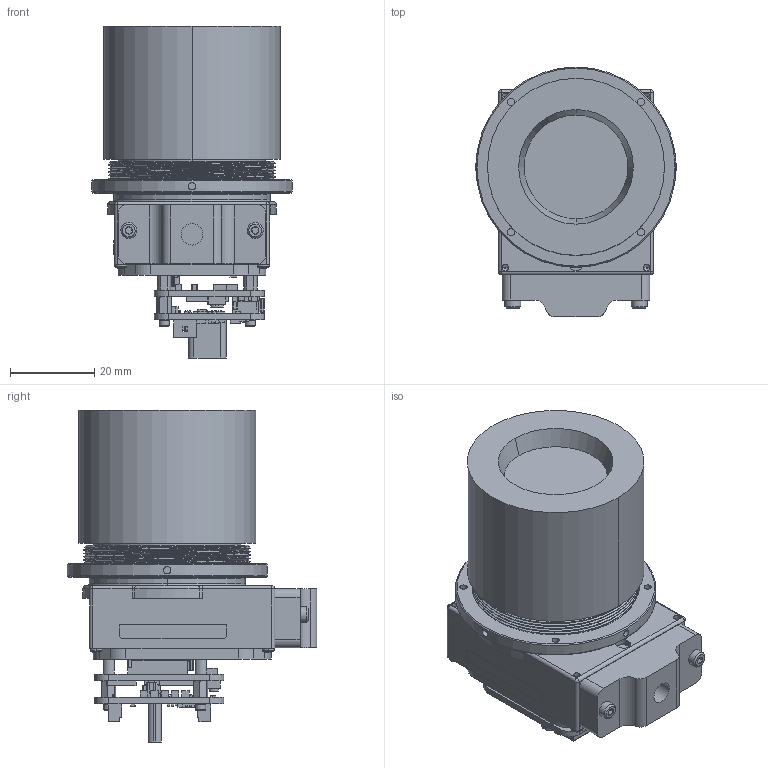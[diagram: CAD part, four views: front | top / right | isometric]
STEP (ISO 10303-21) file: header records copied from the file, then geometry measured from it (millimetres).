
FILE_DESCRIPTION (( 'STEP AP214' ), '1' );
FILE_NAME ('SL-D5-1324-A21.STEP', '2024-06-13T19:23:31', ( '' ), ( '' ), 'SwSTEP 2.0', 'SolidWorks 2023', '' );
FILE_SCHEMA (( 'AUTOMOTIVE_DESIGN' ));
Length unit declared in the file: inch
Products named in the file (1): SL-D5-1324-A21
Bounding box: 47.5 x 59.28 x 78.79 mm (x, y, z)
Volume: 77458 mm3; surface area: 29410.6 mm2
Topology: 12 solids, 16 shells, 1510 faces, 3996 edges, 2625 vertices
Faces by surface type: plane 993, cylinder 296, cone 116, bspline 66, torus 27, sphere 12
Full cylindrical faces by diameter (mm): 0.203 x3, 0.432 x2, 0.508 x3, 0.6 x12, 0.75 x2, 0.864 x3, 1.2 x2, 1.6 x6, 1.727 x8, 1.9 x4, 2.4 x2, 2.438 x2, 3.8 x2, 5.105 x1, 47.498 x1
Entity records: 70673 total; most frequent: CARTESIAN_POINT 33915, ORIENTED_EDGE 7712, DIRECTION 7151, EDGE_CURVE 3856, LINE 2697, VECTOR 2697, VERTEX_POINT 2586, AXIS2_PLACEMENT_3D 2227
